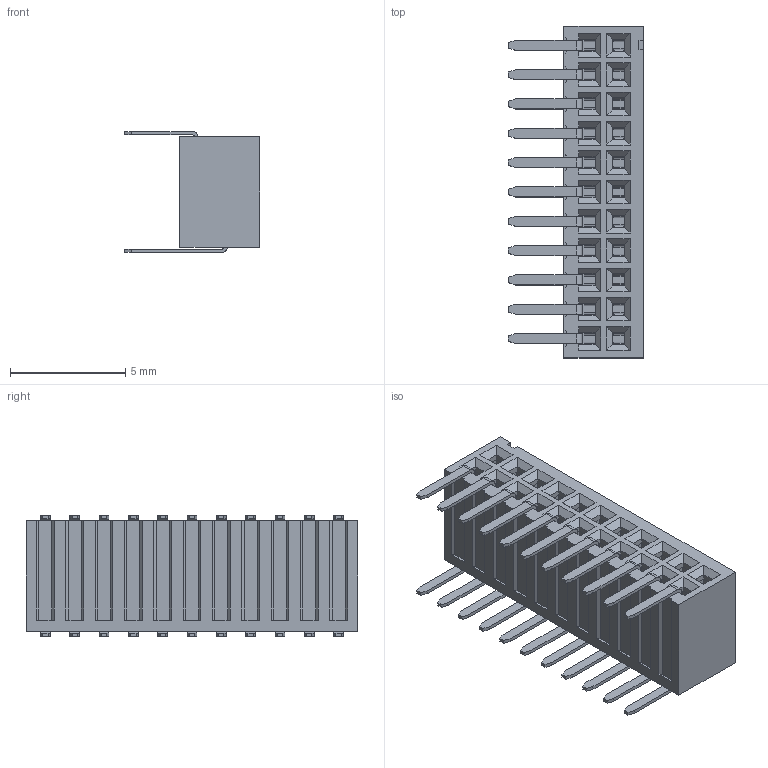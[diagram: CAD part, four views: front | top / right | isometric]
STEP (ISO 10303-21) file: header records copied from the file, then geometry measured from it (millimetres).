
FILE_DESCRIPTION( ('This file contains a STEP AP42 implementation' ,'as created by ZW3D STEP Interface translator.') ,'2;1' );
FILE_NAME( '2335-2XXRXXCUNX1.stp' ,'23 410.15 9 4', (''), ('ZWCAD Software Co.'), 'Version 1.0', 'ZW3D to STEP translator', '' );
FILE_SCHEMA(('AUTOMOTIVE_DESIGN { 1 0 10303 214 1 1 1 1 }'));
Length unit declared in the file: millimetre
Products named in the file (2): 0; 2335-211rxxxunx1
Bounding box: 5.85 x 14.37 x 5.24 mm (x, y, z)
Volume: 184.4 mm3; surface area: 844 mm2
Topology: 1 solids, 1 shells, 1528 faces, 4446 edges, 2964 vertices
Faces by surface type: plane 1132, cylinder 396
Entity records: 52262 total; most frequent: CARTESIAN_POINT 9467, ORIENTED_EDGE 8892, DIRECTION 8296, EDGE_CURVE 4446, VECTOR 3478, LINE 3478, VERTEX_POINT 2964, AXIS2_PLACEMENT_3D 2409
